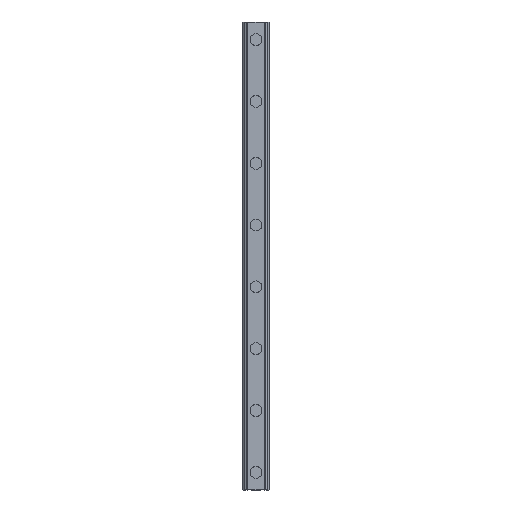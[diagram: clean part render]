
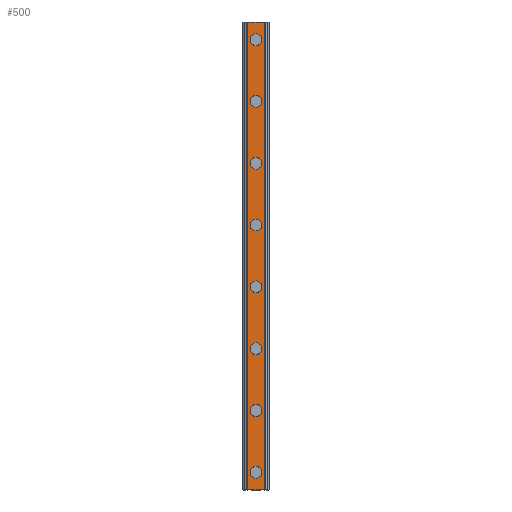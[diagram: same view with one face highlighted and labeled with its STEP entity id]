
A CAD part, top view. The second image highlights one B-rep face of the part: STEP entity #500.
In plain terms, the highlighted planar face has unit normal (0, 0, 1).
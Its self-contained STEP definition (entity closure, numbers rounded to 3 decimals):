
#500=ADVANCED_FACE('',(#1029,#1030,#1031,#1032,#1033,#1034,#1035,#1036,#1037),#1038,.T.);
#1029=FACE_BOUND('',#1572,.T.);
#1030=FACE_BOUND('',#1573,.T.);
#1031=FACE_BOUND('',#1574,.T.);
#1032=FACE_BOUND('',#1575,.T.);
#1033=FACE_BOUND('',#1576,.T.);
#1034=FACE_BOUND('',#1577,.T.);
#1035=FACE_BOUND('',#1578,.T.);
#1036=FACE_BOUND('',#1579,.T.);
#1037=FACE_OUTER_BOUND('',#1580,.T.);
#1038=PLANE('',#1581);
#1572=EDGE_LOOP('',(#2996,#2997));
#1573=EDGE_LOOP('',(#2998,#2999));
#1574=EDGE_LOOP('',(#3000,#3001));
#1575=EDGE_LOOP('',(#3002,#3003));
#1576=EDGE_LOOP('',(#3004,#3005));
#1577=EDGE_LOOP('',(#3006,#3007));
#1578=EDGE_LOOP('',(#3008,#3009));
#1579=EDGE_LOOP('',(#3010,#3011));
#1580=EDGE_LOOP('',(#3012,#3013,#3014,#3015));
#1581=AXIS2_PLACEMENT_3D('',#3016,#3017,#3018);
#2996=ORIENTED_EDGE('',*,*,#3217,.T.);
#2997=ORIENTED_EDGE('',*,*,#3615,.T.);
#2998=ORIENTED_EDGE('',*,*,#3207,.T.);
#2999=ORIENTED_EDGE('',*,*,#3621,.T.);
#3000=ORIENTED_EDGE('',*,*,#3197,.T.);
#3001=ORIENTED_EDGE('',*,*,#3627,.T.);
#3002=ORIENTED_EDGE('',*,*,#3187,.T.);
#3003=ORIENTED_EDGE('',*,*,#3633,.T.);
#3004=ORIENTED_EDGE('',*,*,#3177,.T.);
#3005=ORIENTED_EDGE('',*,*,#3639,.T.);
#3006=ORIENTED_EDGE('',*,*,#3167,.T.);
#3007=ORIENTED_EDGE('',*,*,#3645,.T.);
#3008=ORIENTED_EDGE('',*,*,#3157,.T.);
#3009=ORIENTED_EDGE('',*,*,#3651,.T.);
#3010=ORIENTED_EDGE('',*,*,#3147,.T.);
#3011=ORIENTED_EDGE('',*,*,#3657,.T.);
#3012=ORIENTED_EDGE('',*,*,#3598,.T.);
#3013=ORIENTED_EDGE('',*,*,#3696,.F.);
#3014=ORIENTED_EDGE('',*,*,#3479,.T.);
#3015=ORIENTED_EDGE('',*,*,#3694,.T.);
#3016=CARTESIAN_POINT('',(7.2,795.0,38.));
#3017=DIRECTION('',(0.0,0.0,1.0));
#3018=DIRECTION('',(-1.0,0.0,0.0));
#3147=EDGE_CURVE('',#3740,#3737,#3741,.T.);
#3157=EDGE_CURVE('',#3758,#3755,#3759,.T.);
#3167=EDGE_CURVE('',#3776,#3773,#3777,.T.);
#3177=EDGE_CURVE('',#3794,#3791,#3795,.T.);
#3187=EDGE_CURVE('',#3812,#3809,#3813,.T.);
#3197=EDGE_CURVE('',#3830,#3827,#3831,.T.);
#3207=EDGE_CURVE('',#3848,#3845,#3849,.T.);
#3217=EDGE_CURVE('',#3866,#3863,#3867,.T.);
#3479=EDGE_CURVE('',#4255,#4253,#4256,.T.);
#3598=EDGE_CURVE('',#4448,#4446,#4449,.T.);
#3615=EDGE_CURVE('',#3863,#3866,#4480,.T.);
#3621=EDGE_CURVE('',#3845,#3848,#4486,.T.);
#3627=EDGE_CURVE('',#3827,#3830,#4492,.T.);
#3633=EDGE_CURVE('',#3809,#3812,#4498,.T.);
#3639=EDGE_CURVE('',#3791,#3794,#4504,.T.);
#3645=EDGE_CURVE('',#3773,#3776,#4510,.T.);
#3651=EDGE_CURVE('',#3755,#3758,#4516,.T.);
#3657=EDGE_CURVE('',#3737,#3740,#4522,.T.);
#3694=EDGE_CURVE('',#4253,#4448,#4559,.T.);
#3696=EDGE_CURVE('',#4255,#4446,#4561,.T.);
#3737=VERTEX_POINT('',#4604);
#3740=VERTEX_POINT('',#4608);
#3741=CIRCLE('',#4609,10.0);
#3755=VERTEX_POINT('',#4626);
#3758=VERTEX_POINT('',#4630);
#3759=CIRCLE('',#4631,10.0);
#3773=VERTEX_POINT('',#4648);
#3776=VERTEX_POINT('',#4652);
#3777=CIRCLE('',#4653,10.0);
#3791=VERTEX_POINT('',#4670);
#3794=VERTEX_POINT('',#4674);
#3795=CIRCLE('',#4675,10.0);
#3809=VERTEX_POINT('',#4692);
#3812=VERTEX_POINT('',#4696);
#3813=CIRCLE('',#4697,10.0);
#3827=VERTEX_POINT('',#4714);
#3830=VERTEX_POINT('',#4718);
#3831=CIRCLE('',#4719,10.0);
#3845=VERTEX_POINT('',#4736);
#3848=VERTEX_POINT('',#4740);
#3849=CIRCLE('',#4741,10.0);
#3863=VERTEX_POINT('',#4758);
#3866=VERTEX_POINT('',#4762);
#3867=CIRCLE('',#4763,10.0);
#4253=VERTEX_POINT('',#5293);
#4255=VERTEX_POINT('',#5296);
#4256=LINE('',#5297,#5298);
#4446=VERTEX_POINT('',#5577);
#4448=VERTEX_POINT('',#5580);
#4449=LINE('',#5581,#5582);
#4480=CIRCLE('',#5626,10.0);
#4486=CIRCLE('',#5632,10.0);
#4492=CIRCLE('',#5638,10.0);
#4498=CIRCLE('',#5644,10.0);
#4504=CIRCLE('',#5650,10.0);
#4510=CIRCLE('',#5656,10.0);
#4516=CIRCLE('',#5662,10.0);
#4522=CIRCLE('',#5668,10.0);
#4559=LINE('',#5721,#5722);
#4561=LINE('',#5724,#5725);
#4604=CARTESIAN_POINT('',(10.0,30.0,38.));
#4608=CARTESIAN_POINT('',(-10.0,30.0,38.));
#4609=AXIS2_PLACEMENT_3D('',#5779,#5780,#5781);
#4626=CARTESIAN_POINT('',(10.0,135.0,38.));
#4630=CARTESIAN_POINT('',(-10.0,135.0,38.));
#4631=AXIS2_PLACEMENT_3D('',#5795,#5796,#5797);
#4648=CARTESIAN_POINT('',(10.0,240.0,38.));
#4652=CARTESIAN_POINT('',(-10.0,240.0,38.));
#4653=AXIS2_PLACEMENT_3D('',#5811,#5812,#5813);
#4670=CARTESIAN_POINT('',(10.0,345.0,38.));
#4674=CARTESIAN_POINT('',(-10.0,345.0,38.));
#4675=AXIS2_PLACEMENT_3D('',#5827,#5828,#5829);
#4692=CARTESIAN_POINT('',(10.0,450.0,38.));
#4696=CARTESIAN_POINT('',(-10.0,450.0,38.));
#4697=AXIS2_PLACEMENT_3D('',#5843,#5844,#5845);
#4714=CARTESIAN_POINT('',(10.0,555.0,38.));
#4718=CARTESIAN_POINT('',(-10.0,555.0,38.));
#4719=AXIS2_PLACEMENT_3D('',#5859,#5860,#5861);
#4736=CARTESIAN_POINT('',(10.0,660.0,38.));
#4740=CARTESIAN_POINT('',(-10.0,660.0,38.));
#4741=AXIS2_PLACEMENT_3D('',#5875,#5876,#5877);
#4758=CARTESIAN_POINT('',(10.0,765.0,38.));
#4762=CARTESIAN_POINT('',(-10.0,765.0,38.));
#4763=AXIS2_PLACEMENT_3D('',#5891,#5892,#5893);
#5293=CARTESIAN_POINT('',(-14.4,795.0,38.));
#5296=CARTESIAN_POINT('',(14.4,795.0,38.));
#5297=CARTESIAN_POINT('',(14.4,795.0,38.));
#5298=VECTOR('',#6168,1.0);
#5577=CARTESIAN_POINT('',(14.4,0.0,38.));
#5580=CARTESIAN_POINT('',(-14.4,0.0,38.));
#5581=CARTESIAN_POINT('',(0.0,0.0,38.));
#5582=VECTOR('',#6271,1.0);
#5626=AXIS2_PLACEMENT_3D('',#6291,#6292,#6293);
#5632=AXIS2_PLACEMENT_3D('',#6300,#6301,#6302);
#5638=AXIS2_PLACEMENT_3D('',#6309,#6310,#6311);
#5644=AXIS2_PLACEMENT_3D('',#6318,#6319,#6320);
#5650=AXIS2_PLACEMENT_3D('',#6327,#6328,#6329);
#5656=AXIS2_PLACEMENT_3D('',#6336,#6337,#6338);
#5662=AXIS2_PLACEMENT_3D('',#6345,#6346,#6347);
#5668=AXIS2_PLACEMENT_3D('',#6354,#6355,#6356);
#5721=CARTESIAN_POINT('',(-14.4,795.0,38.));
#5722=VECTOR('',#6379,1.0);
#5724=CARTESIAN_POINT('',(14.4,795.0,38.));
#5725=VECTOR('',#6380,1.0);
#5779=CARTESIAN_POINT('',(0.0,30.0,38.));
#5780=DIRECTION('',(0.0,0.0,-1.0));
#5781=DIRECTION('',(1.0,0.0,0.0));
#5795=CARTESIAN_POINT('',(0.0,135.0,38.));
#5796=DIRECTION('',(0.0,0.0,-1.0));
#5797=DIRECTION('',(1.0,0.0,0.0));
#5811=CARTESIAN_POINT('',(0.0,240.0,38.));
#5812=DIRECTION('',(0.0,0.0,-1.0));
#5813=DIRECTION('',(1.0,0.0,0.0));
#5827=CARTESIAN_POINT('',(0.0,345.0,38.));
#5828=DIRECTION('',(0.0,0.0,-1.0));
#5829=DIRECTION('',(1.0,0.0,0.0));
#5843=CARTESIAN_POINT('',(0.0,450.0,38.));
#5844=DIRECTION('',(0.0,0.0,-1.0));
#5845=DIRECTION('',(1.0,0.0,0.0));
#5859=CARTESIAN_POINT('',(0.0,555.0,38.));
#5860=DIRECTION('',(0.0,0.0,-1.0));
#5861=DIRECTION('',(1.0,0.0,0.0));
#5875=CARTESIAN_POINT('',(0.0,660.0,38.));
#5876=DIRECTION('',(0.0,0.0,-1.0));
#5877=DIRECTION('',(1.0,0.0,0.0));
#5891=CARTESIAN_POINT('',(0.0,765.0,38.));
#5892=DIRECTION('',(0.0,0.0,-1.0));
#5893=DIRECTION('',(1.0,0.0,0.0));
#6168=DIRECTION('',(-1.0,0.0,0.0));
#6271=DIRECTION('',(1.0,0.0,0.0));
#6291=CARTESIAN_POINT('',(0.0,765.0,38.));
#6292=DIRECTION('',(0.0,0.0,-1.0));
#6293=DIRECTION('',(1.0,0.0,0.0));
#6300=CARTESIAN_POINT('',(0.0,660.0,38.));
#6301=DIRECTION('',(0.0,0.0,-1.0));
#6302=DIRECTION('',(1.0,0.0,0.0));
#6309=CARTESIAN_POINT('',(0.0,555.0,38.));
#6310=DIRECTION('',(0.0,0.0,-1.0));
#6311=DIRECTION('',(1.0,0.0,0.0));
#6318=CARTESIAN_POINT('',(0.0,450.0,38.));
#6319=DIRECTION('',(0.0,0.0,-1.0));
#6320=DIRECTION('',(1.0,0.0,0.0));
#6327=CARTESIAN_POINT('',(0.0,345.0,38.));
#6328=DIRECTION('',(0.0,0.0,-1.0));
#6329=DIRECTION('',(1.0,0.0,0.0));
#6336=CARTESIAN_POINT('',(0.0,240.0,38.));
#6337=DIRECTION('',(0.0,0.0,-1.0));
#6338=DIRECTION('',(1.0,0.0,0.0));
#6345=CARTESIAN_POINT('',(0.0,135.0,38.));
#6346=DIRECTION('',(0.0,0.0,-1.0));
#6347=DIRECTION('',(1.0,0.0,0.0));
#6354=CARTESIAN_POINT('',(0.0,30.0,38.));
#6355=DIRECTION('',(0.0,0.0,-1.0));
#6356=DIRECTION('',(1.0,0.0,0.0));
#6379=DIRECTION('',(0.0,-1.0,0.0));
#6380=DIRECTION('',(0.0,-1.0,0.0));
